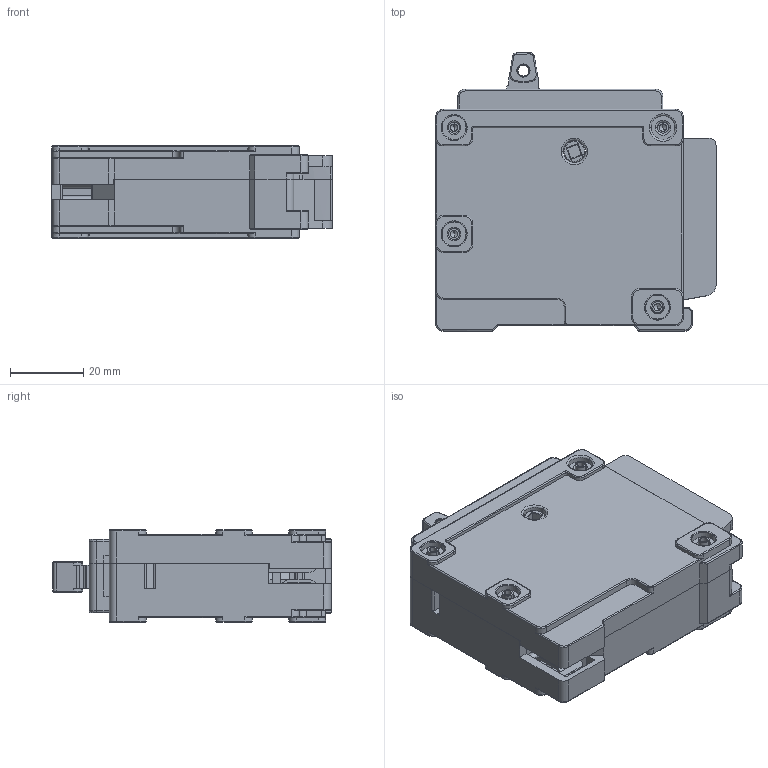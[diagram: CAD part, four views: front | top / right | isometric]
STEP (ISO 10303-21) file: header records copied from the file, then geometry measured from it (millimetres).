
FILE_DESCRIPTION((''),'2;1');
FILE_NAME('B2R_1P_ASM','2023-11-07T15:57:09',('jiangjp'),(''),'CREO PARAMETRIC BY PTC INC, 2020044','CREO PARAMETRIC BY PTC INC, 2020044','');
FILE_SCHEMA(('CONFIG_CONTROL_DESIGN','SHAPE_APPEARANCE_LAYERS_GROUPS'));
Products named in the file (28): B2R_1P_1_1; B2R_1P_2; B2R_1P_3; B2R_1P_4; B2R_1P_5; B2R_1P_6; B2R_1P_7; B2R_1P_8; B2R_1P_9; B2R_1P_10; B2R_1P_11; B2R_1P_12; B2R_1P_13; B2R_1P_14; B2R_1P_15; B2R_1P_16; B2R_1P_17; B2R_1P_18; B2R_1P_19; B2R_1P_20; B2R_1P_21; B2R_1P_22; B2R_1P_23; B2R_1P_24; B2R_1P_25; B2R_1P_26; B2R_1P_1_ASM; B2R_1P_ASM
Assembly tree (30 placements, depth 3):
  B2R_1P_ASM
    B2R_1P_1_ASM
      B2R_1P_1_1
      B2R_1P_2
      B2R_1P_3
      B2R_1P_4
      B2R_1P_5
      B2R_1P_6
      B2R_1P_7
      B2R_1P_8
      B2R_1P_9
      B2R_1P_10
      B2R_1P_11
      B2R_1P_12
      B2R_1P_13
      B2R_1P_14
      B2R_1P_15
      B2R_1P_16
      B2R_1P_17
      B2R_1P_18
      B2R_1P_19
      B2R_1P_20
      B2R_1P_21
      B2R_1P_22
      B2R_1P_23
      B2R_1P_24
      B2R_1P_25
      B2R_1P_26  x4
Bounding box: 76.53 x 75.92 x 25.2 mm (x, y, z)
Volume: 61254.5 mm3; surface area: 51376 mm2
Topology: 27 solids, 29 shells, 3893 faces, 10472 edges, 6536 vertices
Faces by surface type: cylinder 1518, plane 1514, torus 445, bspline 222, sphere 127, cone 59, extrusion 7, revolution 1
Entity records: 198874 total; most frequent: CARTESIAN_POINT 77206, ORIENTED_EDGE 20508, DIRECTION 20011, EDGE_CURVE 10259, AXIS2_PLACEMENT_3D 7250, VERTEX_POINT 6497, VECTOR 5510, LINE 5503
